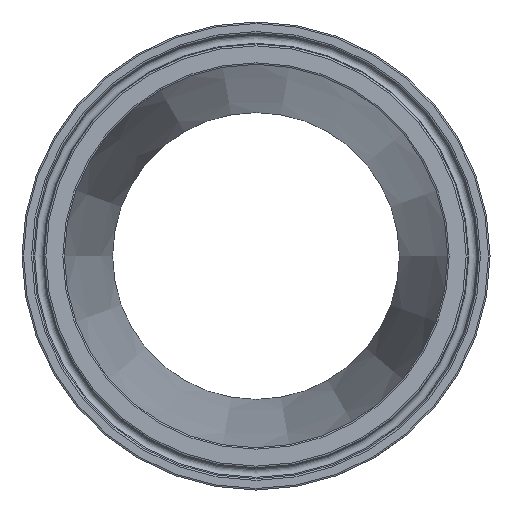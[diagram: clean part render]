
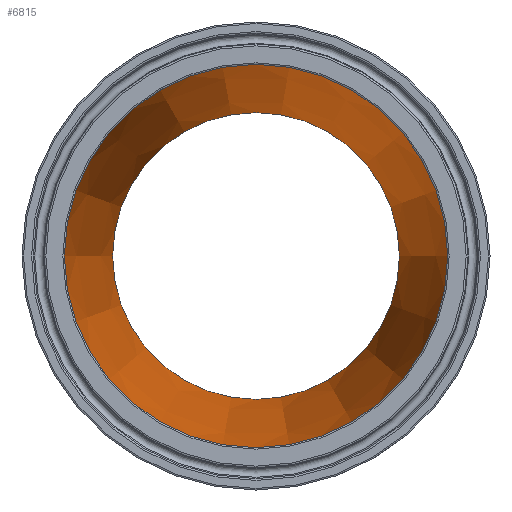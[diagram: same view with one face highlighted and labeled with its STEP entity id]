
A CAD part, left-side view. The second image highlights one B-rep face of the part: STEP entity #6815.
In plain terms, the highlighted conical face has half-angle 6.871 degrees and reference radius 42.57 mm.
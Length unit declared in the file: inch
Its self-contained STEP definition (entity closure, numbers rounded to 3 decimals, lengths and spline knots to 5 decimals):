
#107=FACE_BOUND('',#1230,.T.);
#817=FACE_OUTER_BOUND('',#1229,.T.);
#1229=EDGE_LOOP('',(#6329));
#1230=EDGE_LOOP('',(#6330));
#1399=CIRCLE('',#7193,1.917);
#1400=CIRCLE('',#7194,1.435);
#3351=VERTEX_POINT('',#14953);
#3352=VERTEX_POINT('',#14955);
#4353=EDGE_CURVE('',#3351,#3351,#1399,.T.);
#4354=EDGE_CURVE('',#3352,#3352,#1400,.T.);
#6329=ORIENTED_EDGE('',*,*,#4353,.F.);
#6330=ORIENTED_EDGE('',*,*,#4354,.T.);
#6409=CONICAL_SURFACE('',#7192,1.676,6.871);
#6815=ADVANCED_FACE('',(#817,#107),#6409,.F.);
#7192=AXIS2_PLACEMENT_3D('',#14952,#8404,#8405);
#7193=AXIS2_PLACEMENT_3D('',#14954,#8406,#8407);
#7194=AXIS2_PLACEMENT_3D('',#14956,#8408,#8409);
#8404=DIRECTION('center_axis',(-1.,0.,0.));
#8405=DIRECTION('ref_axis',(0.,-1.,0.));
#8406=DIRECTION('center_axis',(1.,0.,0.));
#8407=DIRECTION('ref_axis',(0.,-1.,0.));
#8408=DIRECTION('center_axis',(1.,0.,0.));
#8409=DIRECTION('ref_axis',(0.,0.,
-1.));
#14952=CARTESIAN_POINT('Origin',(2.,0.,0.));
#14953=CARTESIAN_POINT('',(0.,-1.917,0.));
#14954=CARTESIAN_POINT('Origin',(0.,0.,0.));
#14955=CARTESIAN_POINT('',(4.,-1.435,0.));
#14956=CARTESIAN_POINT('Origin',(4.,0.,0.));
